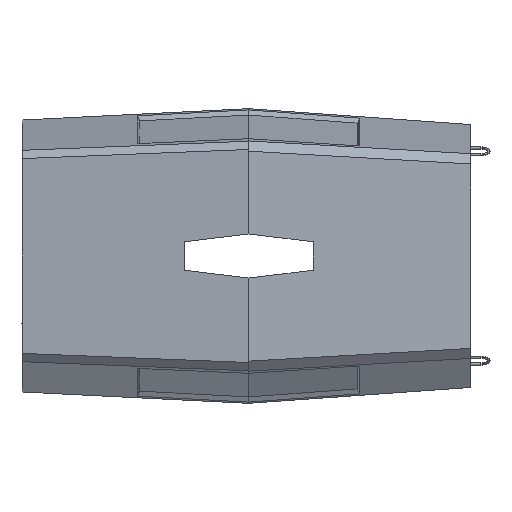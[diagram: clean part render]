
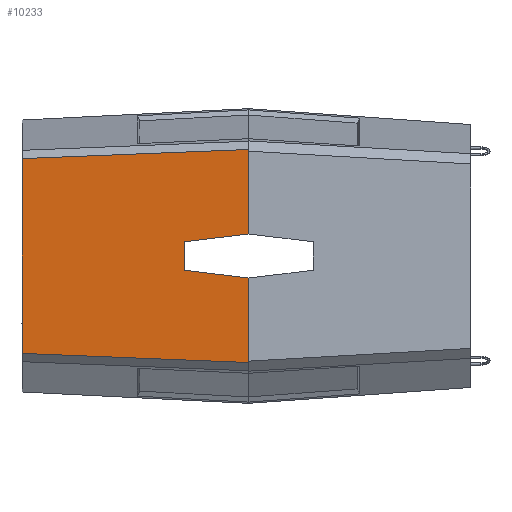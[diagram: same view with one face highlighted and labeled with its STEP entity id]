
A CAD part, left-side view. The second image highlights one B-rep face of the part: STEP entity #10233.
In plain terms, the highlighted planar face has unit normal (-0.999, 0.05, 0).
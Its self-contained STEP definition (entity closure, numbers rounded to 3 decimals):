
#50 = ORIENTED_EDGE ( 'NONE', *, *, #2042, .T. ) ;
#220 = VERTEX_POINT ( 'NONE', #3569 ) ;
#283 = CARTESIAN_POINT ( 'NONE',  ( -1191.085, 78.308, -466.83 ) ) ;
#463 = DIRECTION ( 'NONE',  ( 0.05, 0.998, -0.04 ) ) ;
#512 = EDGE_CURVE ( 'NONE', #7317, #220, #7226, .T. ) ;
#554 = CARTESIAN_POINT ( 'NONE',  ( -1191.085, 78.308, 466.83 ) ) ;
#667 = EDGE_CURVE ( 'NONE', #9420, #5294, #2185, .T. ) ;
#778 = CARTESIAN_POINT ( 'NONE',  ( -1192.02, 59.601, 0. ) ) ;
#820 = VECTOR ( 'NONE', #463, 1000. ) ;
#855 = CARTESIAN_POINT ( 'NONE',  ( -1195., 0., 97.5 ) ) ;
#865 = CARTESIAN_POINT ( 'NONE',  ( -1195., 0., -469.976 ) ) ;
#1240 = FACE_OUTER_BOUND ( 'NONE', #2321, .T. ) ;
#1839 = EDGE_CURVE ( 'NONE', #9898, #4984, #11954, .T. ) ;
#2025 = VECTOR ( 'NONE', #3166, 1000. ) ;
#2042 = EDGE_CURVE ( 'NONE', #5294, #5732, #4907, .T. ) ;
#2059 = EDGE_CURVE ( 'NONE', #5732, #7317, #8735, .T. ) ;
#2154 = VECTOR ( 'NONE', #8365, 1000. ) ;
#2185 = LINE ( 'NONE', #283, #4185 ) ;
#2321 = EDGE_LOOP ( 'NONE', ( #8319, #11332, #2810, #5863, #9432, #6600, #50, #10528 ) ) ;
#2810 = ORIENTED_EDGE ( 'NONE', *, *, #1839, .T. ) ;
#3017 = CARTESIAN_POINT ( 'NONE',  ( -1195., 0., 500. ) ) ;
#3166 = DIRECTION ( 'NONE',  ( 0., 0., 1. ) ) ;
#3248 = DIRECTION ( 'NONE',  ( -0.05, -0.998, -0.04 ) ) ;
#3282 = VERTEX_POINT ( 'NONE', #10388 ) ;
#3530 = CARTESIAN_POINT ( 'NONE',  ( -1145., 1000., -429.803 ) ) ;
#3569 = CARTESIAN_POINT ( 'NONE',  ( -1180.75, 285., 62.5 ) ) ;
#3963 = AXIS2_PLACEMENT_3D ( 'NONE', #778, #6704, #11560 ) ;
#4151 = VECTOR ( 'NONE', #11746, 1000. ) ;
#4185 = VECTOR ( 'NONE', #3248, 1000. ) ;
#4907 = LINE ( 'NONE', #3017, #9962 ) ;
#4964 = CARTESIAN_POINT ( 'NONE',  ( -1195., 0., -97.5 ) ) ;
#4984 = VERTEX_POINT ( 'NONE', #8262 ) ;
#5294 = VERTEX_POINT ( 'NONE', #865 ) ;
#5732 = VERTEX_POINT ( 'NONE', #4964 ) ;
#5863 = ORIENTED_EDGE ( 'NONE', *, *, #7432, .T. ) ;
#6158 = LINE ( 'NONE', #10100, #9250 ) ;
#6314 = LINE ( 'NONE', #554, #820 ) ;
#6371 = DIRECTION ( 'NONE',  ( 0., 0., 1. ) ) ;
#6600 = ORIENTED_EDGE ( 'NONE', *, *, #667, .T. ) ;
#6704 = DIRECTION ( 'NONE',  ( 0.999, -0.05, 0. ) ) ;
#7226 = LINE ( 'NONE', #10867, #2025 ) ;
#7281 = EDGE_CURVE ( 'NONE', #220, #9898, #6158, .T. ) ;
#7317 = VERTEX_POINT ( 'NONE', #12276 ) ;
#7327 = CARTESIAN_POINT ( 'NONE',  ( -1195., 0., 500. ) ) ;
#7432 = EDGE_CURVE ( 'NONE', #4984, #3282, #6314, .T. ) ;
#7708 = DIRECTION ( 'NONE',  ( 0., 0., 1. ) ) ;
#8262 = CARTESIAN_POINT ( 'NONE',  ( -1195., 0., 469.976 ) ) ;
#8319 = ORIENTED_EDGE ( 'NONE', *, *, #512, .T. ) ;
#8343 = CARTESIAN_POINT ( 'NONE',  ( -1145., 1000., -459.827 ) ) ;
#8365 = DIRECTION ( 'NONE',  ( 0., 0., 1. ) ) ;
#8735 = LINE ( 'NONE', #10846, #4151 ) ;
#9250 = VECTOR ( 'NONE', #11035, 1000. ) ;
#9420 = VERTEX_POINT ( 'NONE', #3530 ) ;
#9432 = ORIENTED_EDGE ( 'NONE', *, *, #11608, .F. ) ;
#9671 = PLANE ( 'NONE',  #3963 ) ;
#9898 = VERTEX_POINT ( 'NONE', #855 ) ;
#9962 = VECTOR ( 'NONE', #7708, 1000. ) ;
#10100 = CARTESIAN_POINT ( 'NONE',  ( -1191.476, 70.484, 88.844 ) ) ;
#10233 = ADVANCED_FACE ( 'NONE', ( #1240 ), #9671, .F. ) ;
#10388 = CARTESIAN_POINT ( 'NONE',  ( -1145., 1000., 429.803 ) ) ;
#10528 = ORIENTED_EDGE ( 'NONE', *, *, #2059, .T. ) ;
#10846 = CARTESIAN_POINT ( 'NONE',  ( -1191.476, 70.484, -88.844 ) ) ;
#10867 = CARTESIAN_POINT ( 'NONE',  ( -1180.75, 285., 0. ) ) ;
#11035 = DIRECTION ( 'NONE',  ( -0.05, -0.991, 0.122 ) ) ;
#11319 = LINE ( 'NONE', #8343, #12395 ) ;
#11332 = ORIENTED_EDGE ( 'NONE', *, *, #7281, .T. ) ;
#11560 = DIRECTION ( 'NONE',  ( 0.05, 0.999, 0. ) ) ;
#11608 = EDGE_CURVE ( 'NONE', #9420, #3282, #11319, .T. ) ;
#11746 = DIRECTION ( 'NONE',  ( 0.05, 0.991, 0.122 ) ) ;
#11954 = LINE ( 'NONE', #7327, #2154 ) ;
#12276 = CARTESIAN_POINT ( 'NONE',  ( -1180.75, 285., -62.5 ) ) ;
#12395 = VECTOR ( 'NONE', #6371, 1000. ) ;
